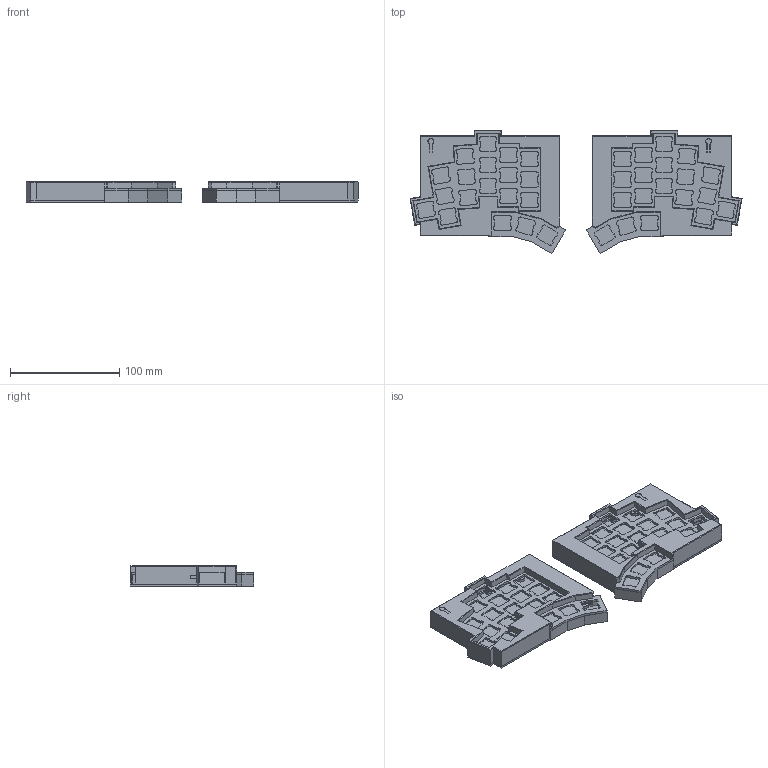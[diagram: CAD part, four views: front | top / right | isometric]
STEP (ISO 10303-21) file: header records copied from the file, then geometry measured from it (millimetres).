
FILE_DESCRIPTION(/* description */ (''),/* implementation_level */ '2;1');
FILE_NAME(/* name */ 'TOTEMX Wireless Assembly v2.step',/* time_stamp */ '2025-03-02T21:32:14-05:00',/* author */ (''),/* organization */ (''),/* preprocessor_version */ 'ST-DEVELOPER v20.1',/* originating_system */ 'Autodesk Translation Framework v14.4.0.0',/* authorisation */ '');
FILE_SCHEMA (('AUTOMOTIVE_DESIGN { 1 0 10303 214 3 1 1 }'));
Products named in the file (7): TOTEMX Wireless Assembly; TOTEMX Plate; TOTEMX Bottom Plate; TOTEMX Top Left; TOTEMX Top Left (1)(Mirror); TOTEMX Plate v11(Mirror); TOTEMX Bottom Plate v17(Mirror)
Assembly tree (6 placements, depth 2):
  TOTEMX Wireless Assembly
    TOTEMX Plate
    TOTEMX Bottom Plate
    TOTEMX Top Left
    TOTEMX Top Left (1)(Mirror)
    TOTEMX Plate v11(Mirror)
    TOTEMX Bottom Plate v17(Mirror)
Bounding box: 304.44 x 112.89 x 18.5 mm (x, y, z)
Volume: 147468.1 mm3; surface area: 140620.4 mm2
Topology: 6 solids, 6 shells, 2214 faces, 6320 edges, 4142 vertices
Faces by surface type: plane 1766, cylinder 446, cone 2
Full cylindrical faces by diameter (mm): 2.02 x2, 2.2 x16, 2.8 x8, 3 x2, 4.25 x8, 6 x2, 6.939 x2, 8.4 x8
Entity records: 71739 total; most frequent: CARTESIAN_POINT 12709, ORIENTED_EDGE 12640, DIRECTION 11724, EDGE_CURVE 6320, LINE 5362, VECTOR 5362, VERTEX_POINT 4142, AXIS2_PLACEMENT_3D 3181
